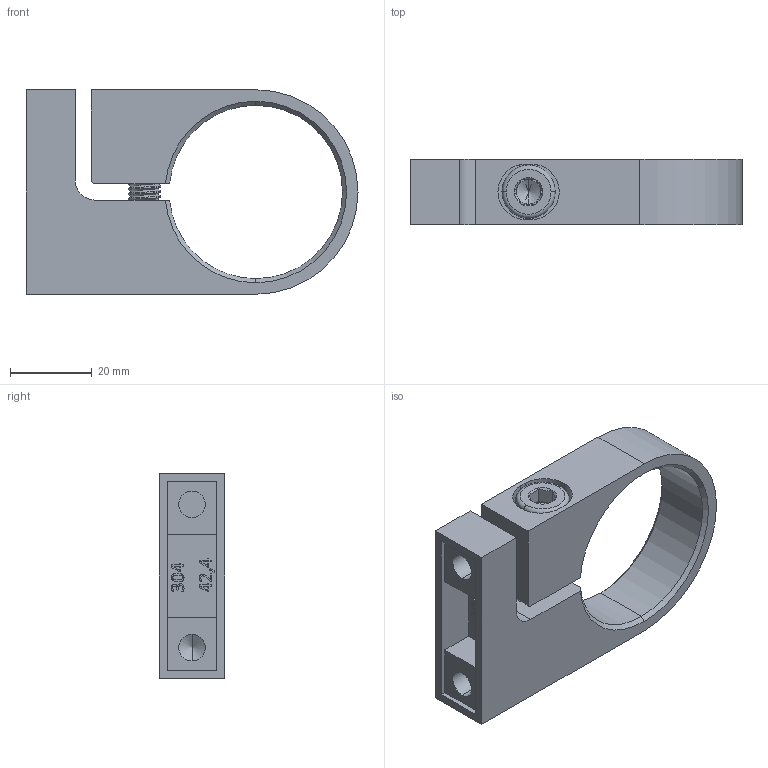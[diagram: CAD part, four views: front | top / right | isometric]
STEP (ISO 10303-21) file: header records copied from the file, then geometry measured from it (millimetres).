
FILE_DESCRIPTION (( 'STEP AP203' ), '1' );
FILE_NAME ('A_3507-042.STEP', '2019-03-14T12:17:29', ( '' ), ( '' ), 'SwSTEP 2.0', 'SolidWorks 2018', '' );
FILE_SCHEMA (( 'CONFIG_CONTROL_DESIGN' ));
Length unit declared in the file: millimetre
Products named in the file (3): A_3507-042; skrutka DIN 912_M8x30_A2-70_RENDER; A_3507-042.P1
Assembly tree (2 placements, depth 2):
  A_3507-042
    A_3507-042.P1
    skrutka DIN 912_M8x30_A2-70_RENDER
Bounding box: 81.2 x 16 x 50 mm (x, y, z)
Volume: 30694.6 mm3; surface area: 15661.9 mm2
Topology: 2 solids, 2 shells, 252 faces, 665 edges, 428 vertices
Faces by surface type: plane 93, cylinder 67, bspline 67, cone 21, torus 4
Entity records: 14120 total; most frequent: CARTESIAN_POINT 8325, ORIENTED_EDGE 1318, DIRECTION 872, EDGE_CURVE 659, VERTEX_POINT 428, VECTOR 350, LINE 350, EDGE_LOOP 273
